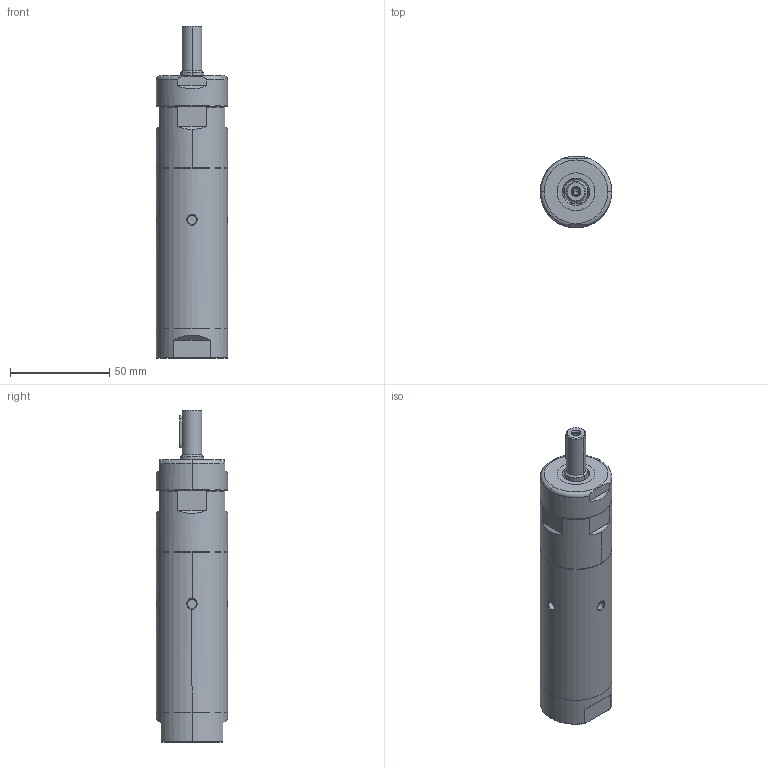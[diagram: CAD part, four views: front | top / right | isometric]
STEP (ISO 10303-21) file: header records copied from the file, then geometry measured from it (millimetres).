
FILE_DESCRIPTION((''),'2;1');
FILE_NAME('LZB22_L_A_2_11_ASM','2015-10-07T',('Toodeo'),(''),'CREO PARAMETRIC BY PTC INC, 2015080','CREO PARAMETRIC BY PTC INC, 2015080','');
FILE_SCHEMA(('CONFIG_CONTROL_DESIGN','GEOMETRIC_VALIDATION_PROPERTIES_MIM'));
Length unit declared in the file: millimetre
Products named in the file (9): 4110106500; 4110106700; 4110106782_ASM; 4110107600; 0337253400; 4110087500; 4110086901; 4090055600; LZB22_L_A_2_11_ASM
Assembly tree (8 placements, depth 3):
  LZB22_L_A_2_11_ASM
    4110106500
    4110106782_ASM
      4110106700
    4110107600
    0337253400
    4110087500
    4110086901
    4090055600
Bounding box: 36 x 36 x 167 mm (x, y, z)
Volume: 61606.1 mm3; surface area: 45446.6 mm2
Topology: 7 solids, 10 shells, 332 faces, 790 edges, 494 vertices
Faces by surface type: plane 119, cylinder 119, cone 73, torus 21
Entity records: 12981 total; most frequent: CARTESIAN_POINT 2052, DIRECTION 1803, ORIENTED_EDGE 1560, PRESENTATION_STYLE_ASSIGNMENT 796, STYLED_ITEM 796, CURVE_STYLE 786, EDGE_CURVE 786, AXIS2_PLACEMENT_3D 715
